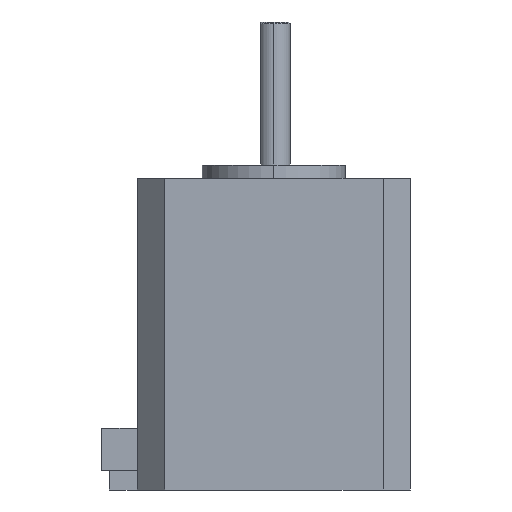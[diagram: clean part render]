
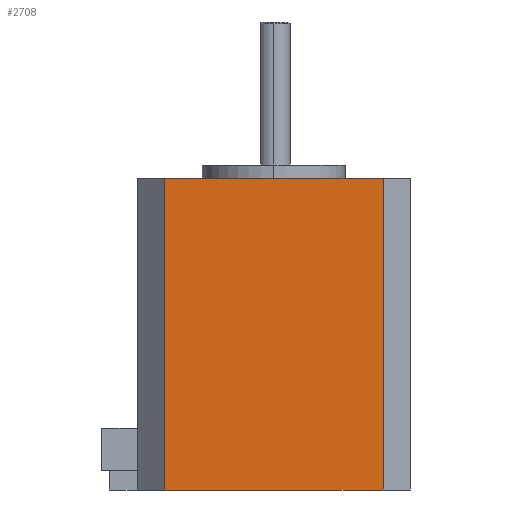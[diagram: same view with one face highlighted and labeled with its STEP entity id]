
A CAD part, left-side view. The second image highlights one B-rep face of the part: STEP entity #2708.
In plain terms, the highlighted planar face has unit normal (-1, 0, 0).
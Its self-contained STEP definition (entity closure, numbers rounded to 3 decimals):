
#184 = CARTESIAN_POINT ( 'NONE',  ( -21., -16.8, 0. ) ) ;
#193 = EDGE_LOOP ( 'NONE', ( #1400, #1301, #2795, #712 ) ) ;
#272 = CARTESIAN_POINT ( 'NONE',  ( -21., 16.8, 48. ) ) ;
#389 = CARTESIAN_POINT ( 'NONE',  ( -21., -16.8, 48. ) ) ;
#561 = VERTEX_POINT ( 'NONE', #272 ) ;
#614 = EDGE_CURVE ( 'NONE', #561, #2727, #1683, .T. ) ;
#656 = DIRECTION ( 'NONE',  ( 0., 1., 0. ) ) ;
#705 = DIRECTION ( 'NONE',  ( 1., 0., 0. ) ) ;
#712 = ORIENTED_EDGE ( 'NONE', *, *, #2423, .T. ) ;
#782 = DIRECTION ( 'NONE',  ( 0., 0., -1. ) ) ;
#930 = PLANE ( 'NONE',  #2570 ) ;
#1021 = LINE ( 'NONE', #2567, #3035 ) ;
#1184 = VECTOR ( 'NONE', #3063, 1000. ) ;
#1301 = ORIENTED_EDGE ( 'NONE', *, *, #2235, .F. ) ;
#1321 = LINE ( 'NONE', #2807, #1184 ) ;
#1350 = CARTESIAN_POINT ( 'NONE',  ( -21., 16.8, 0. ) ) ;
#1400 = ORIENTED_EDGE ( 'NONE', *, *, #1779, .T. ) ;
#1420 = VECTOR ( 'NONE', #2292, 1000. ) ;
#1471 = DIRECTION ( 'NONE',  ( 0., -1., 0. ) ) ;
#1683 = LINE ( 'NONE', #3304, #1420 ) ;
#1779 = EDGE_CURVE ( 'NONE', #1980, #3319, #1021, .T. ) ;
#1787 = VECTOR ( 'NONE', #782, 1000. ) ;
#1980 = VERTEX_POINT ( 'NONE', #1350 ) ;
#2235 = EDGE_CURVE ( 'NONE', #2727, #3319, #1321, .T. ) ;
#2292 = DIRECTION ( 'NONE',  ( 0., -1., 0. ) ) ;
#2423 = EDGE_CURVE ( 'NONE', #561, #1980, #2454, .T. ) ;
#2454 = LINE ( 'NONE', #3441, #1787 ) ;
#2567 = CARTESIAN_POINT ( 'NONE',  ( -21., 16.8, 0. ) ) ;
#2570 = AXIS2_PLACEMENT_3D ( 'NONE', #2861, #705, #656 ) ;
#2708 = ADVANCED_FACE ( 'NONE', ( #3234 ), #930, .F. ) ;
#2727 = VERTEX_POINT ( 'NONE', #389 ) ;
#2795 = ORIENTED_EDGE ( 'NONE', *, *, #614, .F. ) ;
#2807 = CARTESIAN_POINT ( 'NONE',  ( -21., -16.8, 48. ) ) ;
#2861 = CARTESIAN_POINT ( 'NONE',  ( -21., 16.8, 48. ) ) ;
#3035 = VECTOR ( 'NONE', #1471, 1000. ) ;
#3063 = DIRECTION ( 'NONE',  ( 0., 0., -1. ) ) ;
#3234 = FACE_OUTER_BOUND ( 'NONE', #193, .T. ) ;
#3304 = CARTESIAN_POINT ( 'NONE',  ( -21., 16.8, 48. ) ) ;
#3319 = VERTEX_POINT ( 'NONE', #184 ) ;
#3441 = CARTESIAN_POINT ( 'NONE',  ( -21., 16.8, 48. ) ) ;
